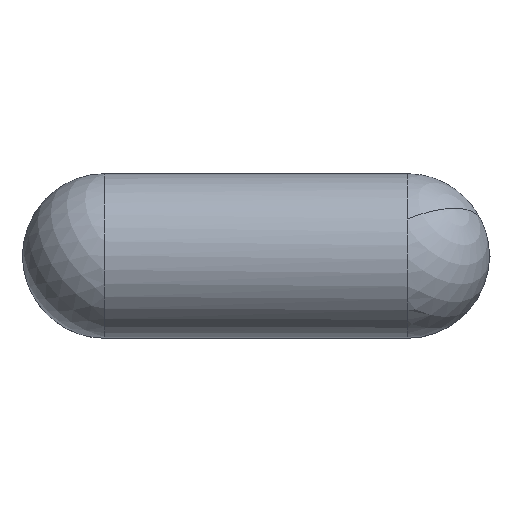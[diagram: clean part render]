
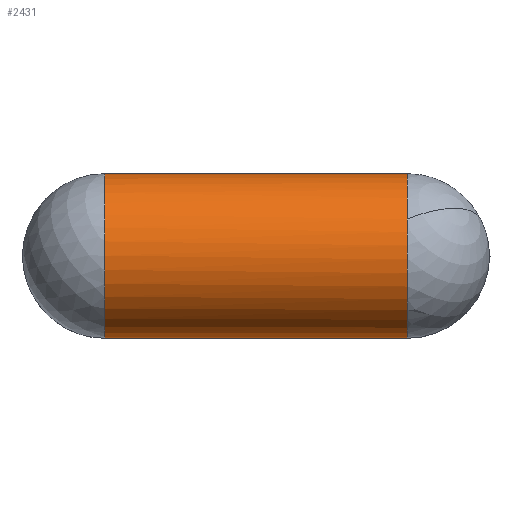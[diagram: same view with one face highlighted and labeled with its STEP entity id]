
A CAD part, top view. The second image highlights one B-rep face of the part: STEP entity #2431.
In plain terms, the highlighted cylindrical face has radius 3.445 mm (diameter 6.89 mm), a partial arc.
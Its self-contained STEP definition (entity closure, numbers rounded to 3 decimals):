
#748=CARTESIAN_POINT('',(6.335,1.541,17.926));
#749=VERTEX_POINT('',#748);
#766=CARTESIAN_POINT('',(6.335,3.445,14.845));
#767=VERTEX_POINT('',#766);
#775=CARTESIAN_POINT('',(6.335,0.0,14.845));
#776=DIRECTION('',(1.0,0.0,0.0));
#777=DIRECTION('',(0.0,0.707,0.707));
#778=AXIS2_PLACEMENT_3D('',#775,#776,#777);
#779=CIRCLE('',#778,3.445);
#780=EDGE_CURVE('',#767,#749,#779,.T.);
#2251=CARTESIAN_POINT('',(-6.335,-3.445,14.845));
#2252=VERTEX_POINT('',#2251);
#2259=CARTESIAN_POINT('',(-6.335,3.445,14.845));
#2260=VERTEX_POINT('',#2259);
#2318=CARTESIAN_POINT('',(6.335,-3.445,14.845));
#2319=VERTEX_POINT('',#2318);
#2320=CARTESIAN_POINT('',(6.335,0.0,14.845));
#2321=DIRECTION('',(1.0,0.0,0.0));
#2322=DIRECTION('',(0.0,0.707,0.707));
#2323=AXIS2_PLACEMENT_3D('',#2320,#2321,#2322);
#2324=CIRCLE('',#2323,3.445);
#2325=EDGE_CURVE('',#749,#2319,#2324,.T.);
#2343=CARTESIAN_POINT('',(-6.335,0.0,14.845));
#2344=DIRECTION('',(-1.0,0.0,0.0));
#2345=DIRECTION('',(0.0,-0.707,0.707));
#2346=AXIS2_PLACEMENT_3D('',#2343,#2344,#2345);
#2347=CIRCLE('',#2346,3.445);
#2348=EDGE_CURVE('',#2252,#2260,#2347,.T.);
#2409=CARTESIAN_POINT('',(0.0,0.0,14.845));
#2410=DIRECTION('',(-1.0,0.0,0.0));
#2411=DIRECTION('',(0.0,0.707,0.707));
#2412=AXIS2_PLACEMENT_3D('',#2409,#2410,#2411);
#2413=CYLINDRICAL_SURFACE('',#2412,3.445);
#2414=ORIENTED_EDGE('',*,*,#2348,.F.);
#2415=CARTESIAN_POINT('',(-6.335,-3.445,14.845));
#2416=DIRECTION('',(1.0,0.0,0.0));
#2417=VECTOR('',#2416,12.67);
#2418=LINE('',#2415,#2417);
#2419=EDGE_CURVE('',#2252,#2319,#2418,.T.);
#2420=ORIENTED_EDGE('',*,*,#2419,.T.);
#2421=ORIENTED_EDGE('',*,*,#2325,.F.);
#2422=ORIENTED_EDGE('',*,*,#780,.F.);
#2423=CARTESIAN_POINT('',(6.335,3.445,14.845));
#2424=DIRECTION('',(-1.0,0.0,0.0));
#2425=VECTOR('',#2424,12.67);
#2426=LINE('',#2423,#2425);
#2427=EDGE_CURVE('',#767,#2260,#2426,.T.);
#2428=ORIENTED_EDGE('',*,*,#2427,.T.);
#2429=EDGE_LOOP('',(#2414,#2420,#2421,#2422,#2428));
#2430=FACE_OUTER_BOUND('',#2429,.T.);
#2431=ADVANCED_FACE('',(#2430),#2413,.T.);
